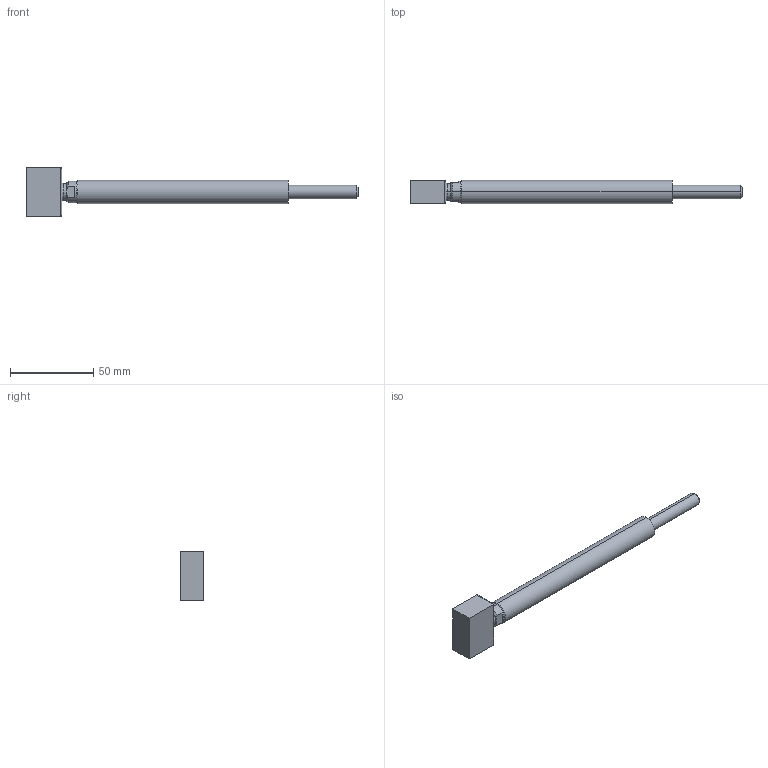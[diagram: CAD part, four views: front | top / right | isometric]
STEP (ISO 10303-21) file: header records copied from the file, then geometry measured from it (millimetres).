
FILE_DESCRIPTION (( 'STEP AP203' ), '1' );
FILE_NAME ('tige de v_rin_D_faut.STEP_Default_sldprt.step_Default_sldprt.STEP', '2023-03-16T03:30:42', ( '' ), ( '' ), 'SwSTEP 2.0', 'SolidWorks 2021', '' );
FILE_SCHEMA (( 'CONFIG_CONTROL_DESIGN' ));
Length unit declared in the file: millimetre
Products named in the file (1): tige de v_rin_D_faut.STEP_Default_sldprt.step_Default_sldprt
Bounding box: 200 x 14 x 30 mm (x, y, z)
Volume: 31711.3 mm3; surface area: 9781.7 mm2
Topology: 1 solids, 1 shells, 35 faces, 76 edges, 45 vertices
Faces by surface type: plane 14, cylinder 12, cone 7, torus 2
Entity records: 1042 total; most frequent: CARTESIAN_POINT 197, DIRECTION 171, ORIENTED_EDGE 152, EDGE_CURVE 76, AXIS2_PLACEMENT_3D 67, VERTEX_POINT 45, EDGE_LOOP 37, VECTOR 37
